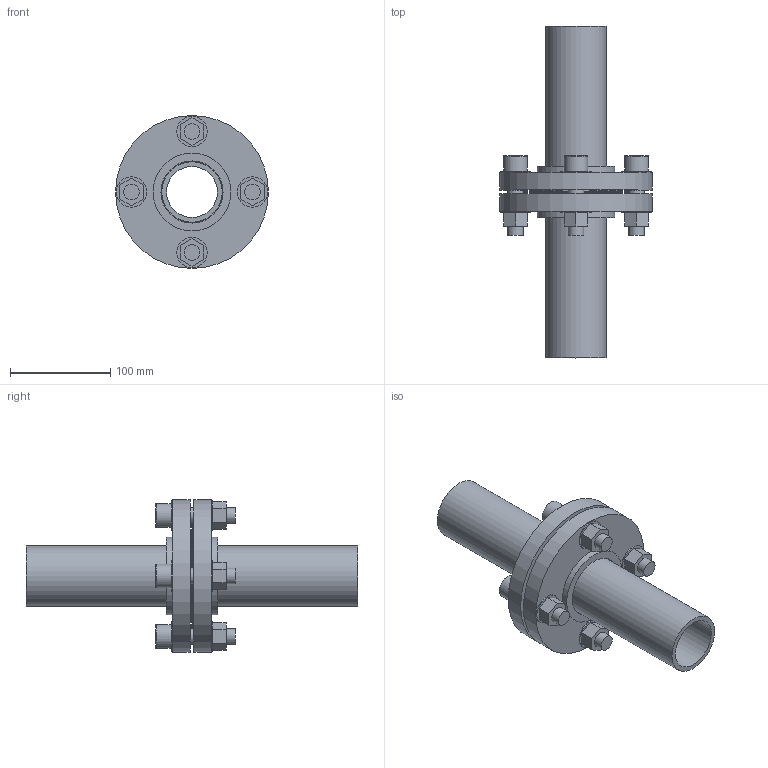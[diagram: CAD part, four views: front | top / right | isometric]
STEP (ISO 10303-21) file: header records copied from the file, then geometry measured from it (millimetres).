
FILE_DESCRIPTION((('zoo.dev export')), '2;1');
FILE_NAME('dump.step', '2021-01-01T00:00:00+00:00', ('Author unknown'), ('Organization unknown'), 'zoo.dev beta', 'zoo.dev', 'Authorization unknown');
FILE_SCHEMA(('AP203_CONFIGURATION_CONTROLLED_3D_DESIGN_OF_MECHANICAL_PARTS_AND_ASSEMBLIES_MIM_LF'));
Length unit declared in the file: metre
Products named in the file (21): UNIDENTIFIED_PRODUCT
Bounding box: 152.4 x 330.99 x 152.4 mm (x, y, z)
Volume: 874198.2 mm3; surface area: 258255.3 mm2
Topology: 21 solids, 21 shells, 160 faces, 310 edges, 204 vertices
Faces by surface type: plane 102, cylinder 50, torus 8
Full cylindrical faces by diameter (mm): 15.875 x8, 16.256 x8, 19.05 x8, 23.825 x4, 30.175 x8, 50.8 x2, 60.325 x3, 61.976 x2, 77.724 x2, 91.948 x2, 104.775 x1, 152.4 x2
Entity records: 5177 total; most frequent: CARTESIAN_POINT 1690, DIRECTION 640, ORIENTED_EDGE 504, EDGE_CURVE 310, EDGE_LOOP 280, FACE_BOUND 280, AXIS2_PLACEMENT_3D 274, VERTEX_POINT 204
